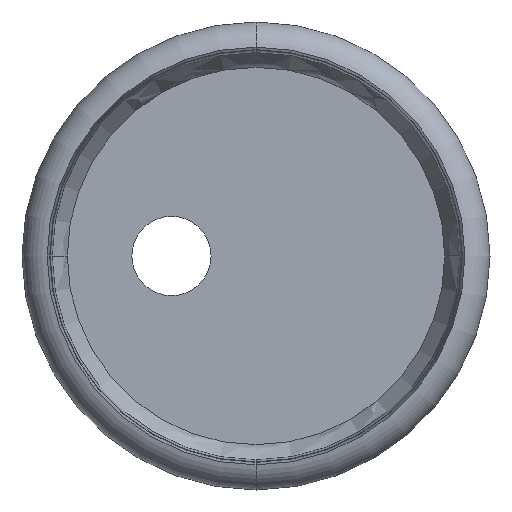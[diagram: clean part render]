
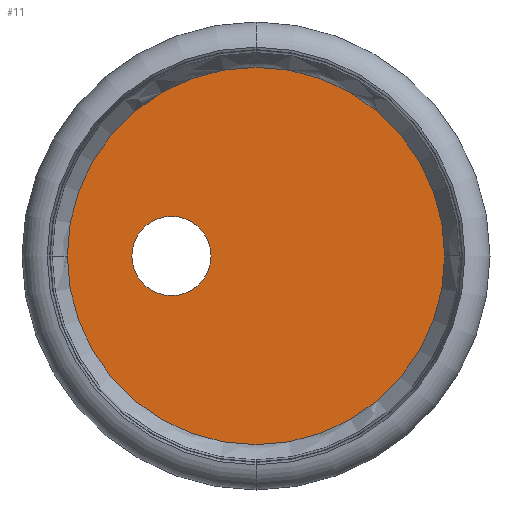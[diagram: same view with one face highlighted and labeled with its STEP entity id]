
A CAD part, left-side view. The second image highlights one B-rep face of the part: STEP entity #11.
In plain terms, the highlighted planar face has unit normal (-1, 0, 0).
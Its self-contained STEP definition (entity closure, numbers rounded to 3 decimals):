
#4 = DIRECTION ( 'NONE',  ( -1., 0., 0. ) ) ;
#10 = PLANE ( 'NONE',  #420 ) ;
#11 = ADVANCED_FACE ( 'NONE', ( #646, #541 ), #10, .T. ) ;
#44 = EDGE_CURVE ( 'NONE', #497, #1073, #889, .T. ) ;
#48 = VERTEX_POINT ( 'NONE', #490 ) ;
#81 = CARTESIAN_POINT ( 'NONE',  ( -2., 25., 0. ) ) ;
#84 = DIRECTION ( 'NONE',  ( 1., 0., 0. ) ) ;
#110 = CIRCLE ( 'NONE', #824, 25. ) ;
#129 = CARTESIAN_POINT ( 'NONE',  ( -2., 0., 25. ) ) ;
#189 = ORIENTED_EDGE ( 'NONE', *, *, #632, .F. ) ;
#192 = DIRECTION ( 'NONE',  ( -1., 0., 0. ) ) ;
#219 = CARTESIAN_POINT ( 'NONE',  ( -2., 11.2, 5.25 ) ) ;
#246 = DIRECTION ( 'NONE',  ( 1., 0., 0. ) ) ;
#256 = ORIENTED_EDGE ( 'NONE', *, *, #567, .F. ) ;
#289 = EDGE_LOOP ( 'NONE', ( #349, #256 ) ) ;
#349 = ORIENTED_EDGE ( 'NONE', *, *, #794, .F. ) ;
#357 = CARTESIAN_POINT ( 'NONE',  ( -2., 0., 0. ) ) ;
#375 = DIRECTION ( 'NONE',  ( 0., 0., 1. ) ) ;
#420 = AXIS2_PLACEMENT_3D ( 'NONE', #81, #4, #375 ) ;
#468 = CARTESIAN_POINT ( 'NONE',  ( -2., 11.2, 0. ) ) ;
#490 = CARTESIAN_POINT ( 'NONE',  ( -2., 0., -25. ) ) ;
#497 = VERTEX_POINT ( 'NONE', #219 ) ;
#508 = DIRECTION ( 'NONE',  ( -1., 0., 0. ) ) ;
#541 = FACE_OUTER_BOUND ( 'NONE', #289, .T. ) ;
#550 = DIRECTION ( 'NONE',  ( 0., 0., -1. ) ) ;
#567 = EDGE_CURVE ( 'NONE', #917, #48, #110, .T. ) ;
#632 = EDGE_CURVE ( 'NONE', #1073, #497, #1043, .T. ) ;
#646 = FACE_BOUND ( 'NONE', #1089, .T. ) ;
#681 = DIRECTION ( 'NONE',  ( 0., 0., 1. ) ) ;
#731 = AXIS2_PLACEMENT_3D ( 'NONE', #858, #508, #681 ) ;
#771 = CIRCLE ( 'NONE', #890, 25. ) ;
#794 = EDGE_CURVE ( 'NONE', #48, #917, #771, .T. ) ;
#824 = AXIS2_PLACEMENT_3D ( 'NONE', #357, #84, #550 ) ;
#858 = CARTESIAN_POINT ( 'NONE',  ( -2., 11.2, 0. ) ) ;
#872 = DIRECTION ( 'NONE',  ( 0., 0., 1. ) ) ;
#889 = CIRCLE ( 'NONE', #1047, 5.25 ) ;
#890 = AXIS2_PLACEMENT_3D ( 'NONE', #984, #246, #973 ) ;
#917 = VERTEX_POINT ( 'NONE', #129 ) ;
#973 = DIRECTION ( 'NONE',  ( 0., 0., -1. ) ) ;
#984 = CARTESIAN_POINT ( 'NONE',  ( -2., 0., 0. ) ) ;
#1018 = ORIENTED_EDGE ( 'NONE', *, *, #44, .F. ) ;
#1043 = CIRCLE ( 'NONE', #731, 5.25 ) ;
#1047 = AXIS2_PLACEMENT_3D ( 'NONE', #468, #192, #872 ) ;
#1073 = VERTEX_POINT ( 'NONE', #1156 ) ;
#1089 = EDGE_LOOP ( 'NONE', ( #189, #1018 ) ) ;
#1156 = CARTESIAN_POINT ( 'NONE',  ( -2., 11.2, -5.25 ) ) ;
